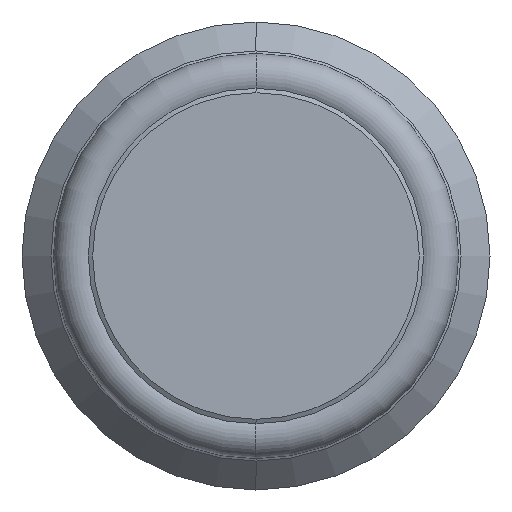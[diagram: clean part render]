
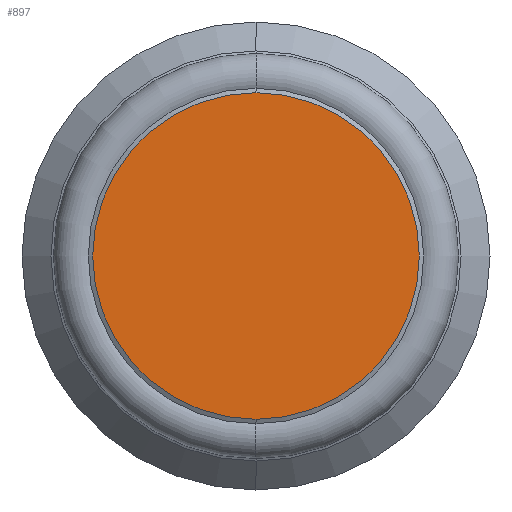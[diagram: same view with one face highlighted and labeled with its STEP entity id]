
A CAD part, left-side view. The second image highlights one B-rep face of the part: STEP entity #897.
In plain terms, the highlighted planar face has unit normal (-1, 0, 0).
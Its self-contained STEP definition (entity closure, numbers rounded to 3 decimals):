
#33 = DIRECTION ( 'NONE',  ( 1., 0., 0. ) ) ;
#44 = VERTEX_POINT ( 'NONE', #308 ) ;
#52 = VERTEX_POINT ( 'NONE', #835 ) ;
#97 = PLANE ( 'NONE',  #877 ) ;
#105 = EDGE_CURVE ( 'NONE', #44, #52, #474, .T. ) ;
#162 = DIRECTION ( 'NONE',  ( -1., 0., 0. ) ) ;
#192 = DIRECTION ( 'NONE',  ( -1., 0., 0. ) ) ;
#252 = FACE_OUTER_BOUND ( 'NONE', #794, .T. ) ;
#290 = AXIS2_PLACEMENT_3D ( 'NONE', #919, #162, #453 ) ;
#308 = CARTESIAN_POINT ( 'NONE',  ( -6.7, 0., 3.384 ) ) ;
#335 = AXIS2_PLACEMENT_3D ( 'NONE', #561, #192, #633 ) ;
#398 = CARTESIAN_POINT ( 'NONE',  ( -6.7, 0., 3.384 ) ) ;
#410 = ORIENTED_EDGE ( 'NONE', *, *, #630, .T. ) ;
#430 = CIRCLE ( 'NONE', #335, 3.384 ) ;
#453 = DIRECTION ( 'NONE',  ( 0., 0., 1. ) ) ;
#470 = ORIENTED_EDGE ( 'NONE', *, *, #105, .T. ) ;
#474 = CIRCLE ( 'NONE', #290, 3.384 ) ;
#561 = CARTESIAN_POINT ( 'NONE',  ( -6.7, 0., 0. ) ) ;
#626 = DIRECTION ( 'NONE',  ( 0., 0., -1. ) ) ;
#630 = EDGE_CURVE ( 'NONE', #52, #44, #430, .T. ) ;
#633 = DIRECTION ( 'NONE',  ( 0., 0., 1. ) ) ;
#794 = EDGE_LOOP ( 'NONE', ( #410, #470 ) ) ;
#835 = CARTESIAN_POINT ( 'NONE',  ( -6.7, 0., -3.384 ) ) ;
#877 = AXIS2_PLACEMENT_3D ( 'NONE', #398, #33, #626 ) ;
#897 = ADVANCED_FACE ( 'NONE', ( #252 ), #97, .F. ) ;
#919 = CARTESIAN_POINT ( 'NONE',  ( -6.7, 0., 0. ) ) ;
